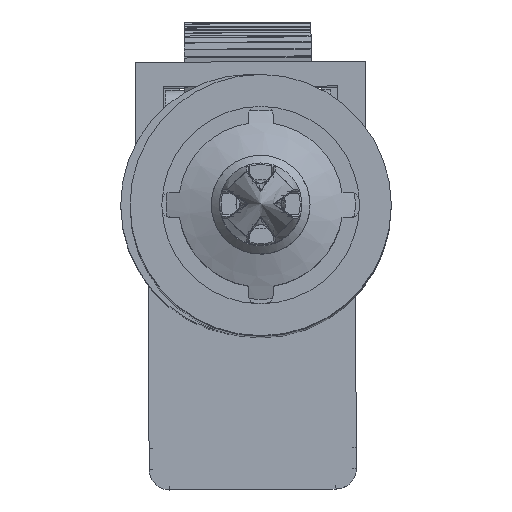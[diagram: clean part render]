
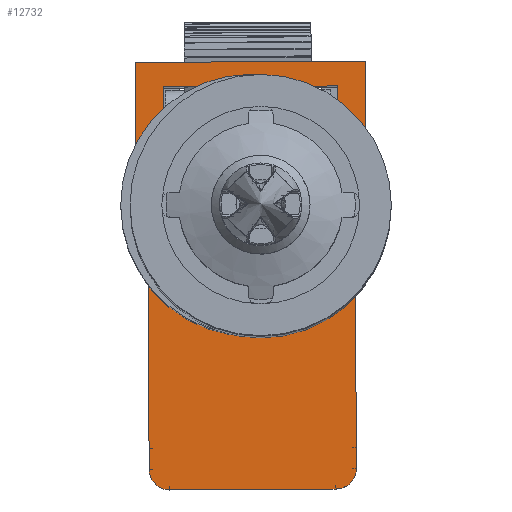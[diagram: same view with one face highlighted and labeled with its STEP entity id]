
A CAD part, top view. The second image highlights one B-rep face of the part: STEP entity #12732.
In plain terms, the highlighted face is planar.
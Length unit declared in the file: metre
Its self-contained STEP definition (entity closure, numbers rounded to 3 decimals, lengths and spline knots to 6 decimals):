
#581=LINE('',#26600,#1430);
#593=LINE('',#26637,#1442);
#611=LINE('',#26679,#1460);
#619=LINE('',#26696,#1468);
#629=LINE('',#26717,#1478);
#642=LINE('',#26744,#1491);
#647=LINE('',#26753,#1496);
#650=LINE('',#26757,#1499);
#651=LINE('',#26760,#1500);
#652=LINE('',#26762,#1501);
#653=LINE('',#26764,#1502);
#654=LINE('',#26765,#1503);
#655=LINE('',#26766,#1504);
#656=LINE('',#26767,#1505);
#657=LINE('',#26771,#1506);
#658=LINE('',#26776,#1507);
#1430=VECTOR('',#16751,1.);
#1442=VECTOR('',#16777,1.);
#1460=VECTOR('',#16803,1.);
#1468=VECTOR('',#16813,1.);
#1478=VECTOR('',#16827,1.);
#1491=VECTOR('',#16844,1.);
#1496=VECTOR('',#16851,1.);
#1499=VECTOR('',#16856,1.);
#1500=VECTOR('',#16857,1.);
#1501=VECTOR('',#16858,1.);
#1502=VECTOR('',#16859,1.);
#1503=VECTOR('',#16860,1.);
#1504=VECTOR('',#16861,1.);
#1505=VECTOR('',#16862,1.);
#1506=VECTOR('',#16865,1.);
#1507=VECTOR('',#16870,1.);
#2595=PLANE('',#14331);
#4543=ORIENTED_EDGE('',*,*,#7476,.F.);
#4544=ORIENTED_EDGE('',*,*,#7477,.T.);
#4545=ORIENTED_EDGE('',*,*,#7478,.T.);
#4546=ORIENTED_EDGE('',*,*,#7479,.F.);
#4547=ORIENTED_EDGE('',*,*,#7468,.T.);
#4548=ORIENTED_EDGE('',*,*,#7480,.F.);
#4549=ORIENTED_EDGE('',*,*,#7455,.F.);
#4550=ORIENTED_EDGE('',*,*,#7481,.F.);
#4551=ORIENTED_EDGE('',*,*,#7482,.F.);
#4552=ORIENTED_EDGE('',*,*,#7483,.T.);
#4553=ORIENTED_EDGE('',*,*,#7399,.T.);
#4554=ORIENTED_EDGE('',*,*,#7484,.F.);
#4555=ORIENTED_EDGE('',*,*,#7485,.T.);
#4556=ORIENTED_EDGE('',*,*,#7437,.F.);
#4557=ORIENTED_EDGE('',*,*,#7473,.T.);
#4558=ORIENTED_EDGE('',*,*,#7445,.T.);
#4559=ORIENTED_EDGE('',*,*,#7486,.T.);
#4560=ORIENTED_EDGE('',*,*,#7487,.T.);
#4561=ORIENTED_EDGE('',*,*,#7417,.T.);
#4562=ORIENTED_EDGE('',*,*,#7488,.T.);
#7399=EDGE_CURVE('',#9027,#9026,#581,.T.);
#7417=EDGE_CURVE('',#9045,#9044,#593,.T.);
#7437=EDGE_CURVE('',#9064,#9065,#611,.T.);
#7445=EDGE_CURVE('',#9067,#9072,#619,.T.);
#7455=EDGE_CURVE('',#9081,#9082,#629,.T.);
#7468=EDGE_CURVE('',#9094,#9093,#642,.T.);
#7473=EDGE_CURVE('',#9064,#9067,#647,.T.);
#7476=EDGE_CURVE('',#9097,#9098,#650,.T.);
#7477=EDGE_CURVE('',#9097,#9099,#651,.T.);
#7478=EDGE_CURVE('',#9099,#9100,#652,.T.);
#7479=EDGE_CURVE('',#9094,#9100,#653,.T.);
#7480=EDGE_CURVE('',#9082,#9093,#654,.T.);
#7481=EDGE_CURVE('',#9098,#9081,#655,.T.);
#7482=EDGE_CURVE('',#9101,#9102,#656,.T.);
#7483=EDGE_CURVE('',#9101,#9027,#9880,.F.);
#7484=EDGE_CURVE('',#9103,#9026,#657,.T.);
#7485=EDGE_CURVE('',#9103,#9065,#9881,.F.);
#7486=EDGE_CURVE('',#9072,#9104,#9882,.F.);
#7487=EDGE_CURVE('',#9104,#9045,#658,.T.);
#7488=EDGE_CURVE('',#9044,#9102,#9883,.F.);
#9026=VERTEX_POINT('',#26599);
#9027=VERTEX_POINT('',#26601);
#9044=VERTEX_POINT('',#26636);
#9045=VERTEX_POINT('',#26638);
#9064=VERTEX_POINT('',#26678);
#9065=VERTEX_POINT('',#26680);
#9067=VERTEX_POINT('',#26686);
#9072=VERTEX_POINT('',#26695);
#9081=VERTEX_POINT('',#26716);
#9082=VERTEX_POINT('',#26718);
#9093=VERTEX_POINT('',#26743);
#9094=VERTEX_POINT('',#26745);
#9097=VERTEX_POINT('',#26758);
#9098=VERTEX_POINT('',#26759);
#9099=VERTEX_POINT('',#26761);
#9100=VERTEX_POINT('',#26763);
#9101=VERTEX_POINT('',#26768);
#9102=VERTEX_POINT('',#26769);
#9103=VERTEX_POINT('',#26772);
#9104=VERTEX_POINT('',#26775);
#9880=CIRCLE('',#14332,0.00125);
#9881=CIRCLE('',#14333,0.0005);
#9882=CIRCLE('',#14334,0.0005);
#9883=CIRCLE('',#14335,0.00125);
#10755=EDGE_LOOP('',(#4543,#4544,#4545,#4546,#4547,#4548,#4549,#4550));
#10756=EDGE_LOOP('',(#4551,#4552,#4553,#4554,#4555,#4556,#4557,#4558,#4559,
#4560,#4561,#4562));
#11647=FACE_BOUND('',#10755,.T.);
#11648=FACE_BOUND('',#10756,.T.);
#12732=ADVANCED_FACE('',(#11647,#11648),#2595,.F.);
#14331=AXIS2_PLACEMENT_3D('',#26756,#16854,#16855);
#14332=AXIS2_PLACEMENT_3D('',#26770,#16863,#16864);
#14333=AXIS2_PLACEMENT_3D('',#26773,#16866,#16867);
#14334=AXIS2_PLACEMENT_3D('',#26774,#16868,#16869);
#14335=AXIS2_PLACEMENT_3D('',#26777,#16871,#16872);
#16751=DIRECTION('',(0.,1.,0.));
#16777=DIRECTION('',(0.,-1.,0.));
#16803=DIRECTION('',(0.,-1.,0.));
#16813=DIRECTION('',(0.,-1.,0.));
#16827=DIRECTION('',(0.,-1.,0.));
#16844=DIRECTION('',(0.,-1.,0.));
#16851=DIRECTION('',(0.,0.,-1.));
#16854=DIRECTION('',(1.,0.,0.));
#16855=DIRECTION('',(0.,1.,0.));
#16856=DIRECTION('',(0.,-1.,0.));
#16857=DIRECTION('',(0.,0.,1.));
#16858=DIRECTION('',(0.,-1.,0.));
#16859=DIRECTION('',(0.,0.,1.));
#16860=DIRECTION('',(0.,0.,1.));
#16861=DIRECTION('',(0.,0.,1.));
#16862=DIRECTION('',(0.,0.,-1.));
#16863=DIRECTION('',(1.,0.,0.));
#16864=DIRECTION('',(0.,1.,0.));
#16865=DIRECTION('',(0.,0.,-1.));
#16866=DIRECTION('',(1.,0.,0.));
#16867=DIRECTION('',(0.,1.,0.));
#16868=DIRECTION('',(1.,0.,0.));
#16869=DIRECTION('',(0.,1.,0.));
#16870=DIRECTION('',(0.,0.,1.));
#16871=DIRECTION('',(1.,0.,0.));
#16872=DIRECTION('',(0.,1.,0.));
#26599=CARTESIAN_POINT('',(0.,0.0153,0.0063));
#26600=CARTESIAN_POINT('',(0.,0.01995,0.0063));
#26601=CARTESIAN_POINT('',(0.,0.00125,0.0063));
#26636=CARTESIAN_POINT('',(0.,0.00125,-0.0063));
#26637=CARTESIAN_POINT('',(0.,0.013,-0.0063));
#26638=CARTESIAN_POINT('',(0.,0.0153,-0.0063));
#26678=CARTESIAN_POINT('',(0.,0.026,0.007));
#26679=CARTESIAN_POINT('',(0.,0.013,0.007));
#26680=CARTESIAN_POINT('',(0.,0.0158,0.007));
#26686=CARTESIAN_POINT('',(0.,0.026,-0.007));
#26695=CARTESIAN_POINT('',(0.,0.0158,-0.007));
#26696=CARTESIAN_POINT('',(0.,0.013,-0.007));
#26716=CARTESIAN_POINT('',(0.,0.0168,-0.0043));
#26717=CARTESIAN_POINT('',(0.,0.0192,-0.0043));
#26718=CARTESIAN_POINT('',(0.,0.0109,-0.0043));
#26743=CARTESIAN_POINT('',(0.,0.0109,0.0043));
#26744=CARTESIAN_POINT('',(0.,0.0192,0.0043));
#26745=CARTESIAN_POINT('',(0.,0.0168,0.0043));
#26753=CARTESIAN_POINT('',(0.,0.026,0.007));
#26756=CARTESIAN_POINT('',(0.,0.013,0.007));
#26757=CARTESIAN_POINT('',(0.,0.0209,-0.0053));
#26758=CARTESIAN_POINT('',(0.,0.0245,-0.0053));
#26759=CARTESIAN_POINT('',(0.,0.0168,-0.0053));
#26760=CARTESIAN_POINT('',(0.,0.0245,-0.0043));
#26761=CARTESIAN_POINT('',(0.,0.0245,0.0053));
#26762=CARTESIAN_POINT('',(0.,0.0209,0.0053));
#26763=CARTESIAN_POINT('',(0.,0.0168,0.0053));
#26764=CARTESIAN_POINT('',(0.,0.0168,0.007));
#26765=CARTESIAN_POINT('',(0.,0.0109,0.007));
#26766=CARTESIAN_POINT('',(0.,0.0168,0.007));
#26767=CARTESIAN_POINT('',(0.,0.,0.007));
#26768=CARTESIAN_POINT('',(0.,0.,0.00505));
#26769=CARTESIAN_POINT('',(0.,0.,-0.00505));
#26770=CARTESIAN_POINT('',(0.,0.00125,0.00505));
#26771=CARTESIAN_POINT('',(0.,0.0153,-0.0053));
#26772=CARTESIAN_POINT('',(0.,0.0153,0.0065));
#26773=CARTESIAN_POINT('',(0.,0.0158,0.0065));
#26774=CARTESIAN_POINT('',(0.,0.0158,-0.0065));
#26775=CARTESIAN_POINT('',(0.,0.0153,-0.0065));
#26776=CARTESIAN_POINT('',(0.,0.0153,0.007));
#26777=CARTESIAN_POINT('',(0.,0.00125,-0.00505));
